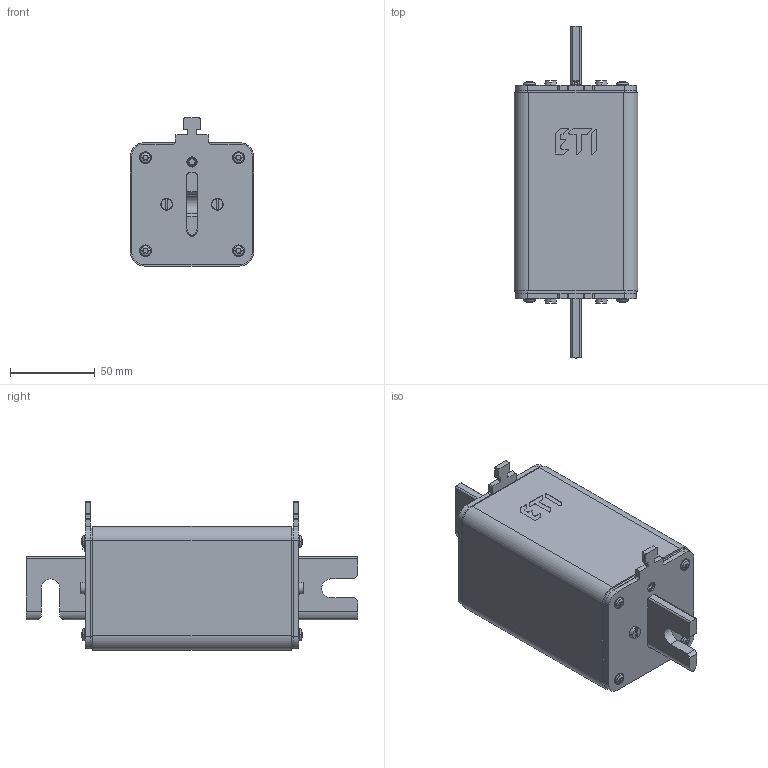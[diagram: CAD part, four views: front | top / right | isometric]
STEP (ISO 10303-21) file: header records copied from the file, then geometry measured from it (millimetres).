
FILE_DESCRIPTION((''),'2;1');
FILE_NAME('3LS_1100V_450A_ASM','2021-10-01T',('said.beganovic'),('Audax d.o.o.'),'CREO PARAMETRIC BY PTC INC, 2017020','CREO PARAMETRIC BY PTC INC, 2017020','');
FILE_SCHEMA(('AUTOMOTIVE_DESIGN { 1 0 10303 214 1 1 1 1 }'));
Length unit declared in the file: millimetre
Products named in the file (16): 0000037322; 0000045934; 0000019000_AF2; 0000020139_AF0; 0000047205_ASM; 0000019000_AF6; 0000020161_AF0; 0000047204_ASM; 0000046026; 0000046024; 0000011586; 0000011580; 0000011599; 0000015419; 0000043213; 3LS_1100V_450A_ASM
Assembly tree (27 placements, depth 3):
  3LS_1100V_450A_ASM
    0000037322
    0000045934  x2
    0000047205_ASM
      0000019000_AF2
      0000020139_AF0
    0000047204_ASM
      0000019000_AF6
      0000020161_AF0
    0000046026
    0000046024
    0000011586
    0000011580
    0000011599  x2
    0000015419  x4
    0000043213  x8
Bounding box: 73 x 196 x 87.5 mm (x, y, z)
Volume: 687517.3 mm3; surface area: 108486.8 mm2
Topology: 25 solids, 41 shells, 1143 faces, 2954 edges, 1870 vertices
Faces by surface type: cylinder 574, plane 278, bspline 139, cone 80, torus 56, sphere 16
Entity records: 34858 total; most frequent: CARTESIAN_POINT 7056, DIRECTION 3300, ORIENTED_EDGE 2980, PRESENTATION_STYLE_ASSIGNMENT 2144, STYLED_ITEM 2093, CURVE_STYLE 1516, EDGE_CURVE 1516, AXIS2_PLACEMENT_3D 1247
